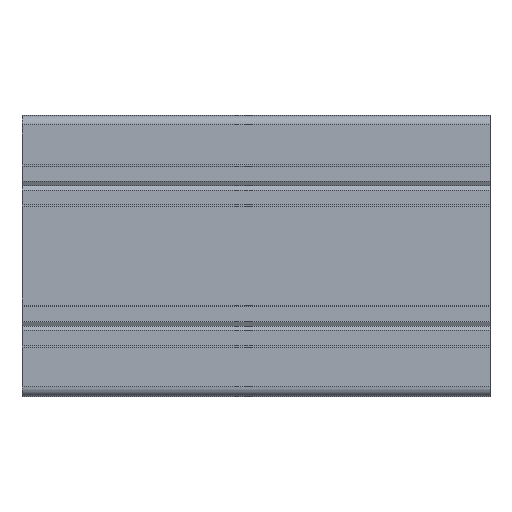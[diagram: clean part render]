
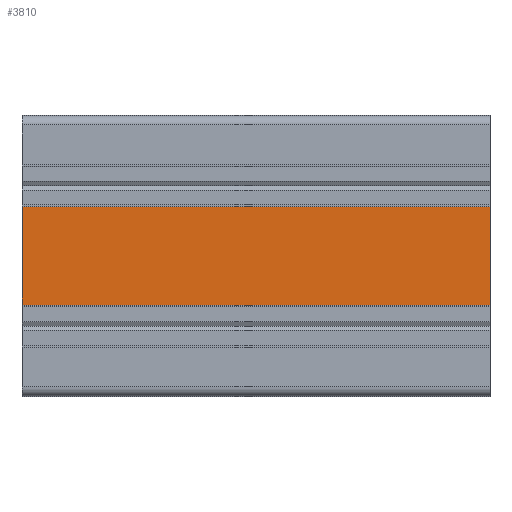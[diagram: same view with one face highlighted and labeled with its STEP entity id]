
A CAD part, top view. The second image highlights one B-rep face of the part: STEP entity #3810.
In plain terms, the highlighted planar face has unit normal (0, 0, 1).
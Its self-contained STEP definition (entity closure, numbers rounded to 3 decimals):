
#250=FACE_OUTER_BOUND('',#452,.T.);
#452=EDGE_LOOP('',(#3245,#3246,#3247,#3248));
#584=LINE('',#5295,#1070);
#767=LINE('',#5731,#1253);
#953=LINE('',#6152,#1439);
#958=LINE('',#6163,#1444);
#1070=VECTOR('',#4240,1.);
#1253=VECTOR('',#4517,1.);
#1439=VECTOR('',#4953,10.);
#1444=VECTOR('',#4970,10.);
#1553=VERTEX_POINT('',#5292);
#1554=VERTEX_POINT('',#5294);
#1759=VERTEX_POINT('',#5728);
#1760=VERTEX_POINT('',#5730);
#1930=EDGE_CURVE('',#1554,#1553,#584,.T.);
#2149=EDGE_CURVE('',#1760,#1759,#767,.T.);
#2369=EDGE_CURVE('',#1553,#1760,#953,.T.);
#2374=EDGE_CURVE('',#1759,#1554,#958,.T.);
#3245=ORIENTED_EDGE('',*,*,#2369,.T.);
#3246=ORIENTED_EDGE('',*,*,#2149,.T.);
#3247=ORIENTED_EDGE('',*,*,#2374,.T.);
#3248=ORIENTED_EDGE('',*,*,#1930,.T.);
#3628=PLANE('',#4090);
#3810=ADVANCED_FACE('',(#250),#3628,.T.);
#4090=AXIS2_PLACEMENT_3D('',#6162,#4968,#4969);
#4240=DIRECTION('',(0.,-1.,0.));
#4517=DIRECTION('',(0.,1.,0.));
#4953=DIRECTION('',(1.,0.,0.));
#4968=DIRECTION('center_axis',(0.,0.,1.));
#4969=DIRECTION('ref_axis',(1.,0.,0.));
#4970=DIRECTION('',(-1.,0.,0.));
#5292=CARTESIAN_POINT('',(0.,-10.5,15.));
#5294=CARTESIAN_POINT('',(0.,10.5,15.));
#5295=CARTESIAN_POINT('',(0.,-10.95,15.));
#5728=CARTESIAN_POINT('',(100.,10.5,15.));
#5730=CARTESIAN_POINT('',(100.,-10.5,15.));
#5731=CARTESIAN_POINT('',(100.,-10.95,15.));
#6152=CARTESIAN_POINT('',(1000.,-10.5,15.));
#6162=CARTESIAN_POINT('Origin',(1000.,0.,15.));
#6163=CARTESIAN_POINT('',(1000.,10.5,15.));
